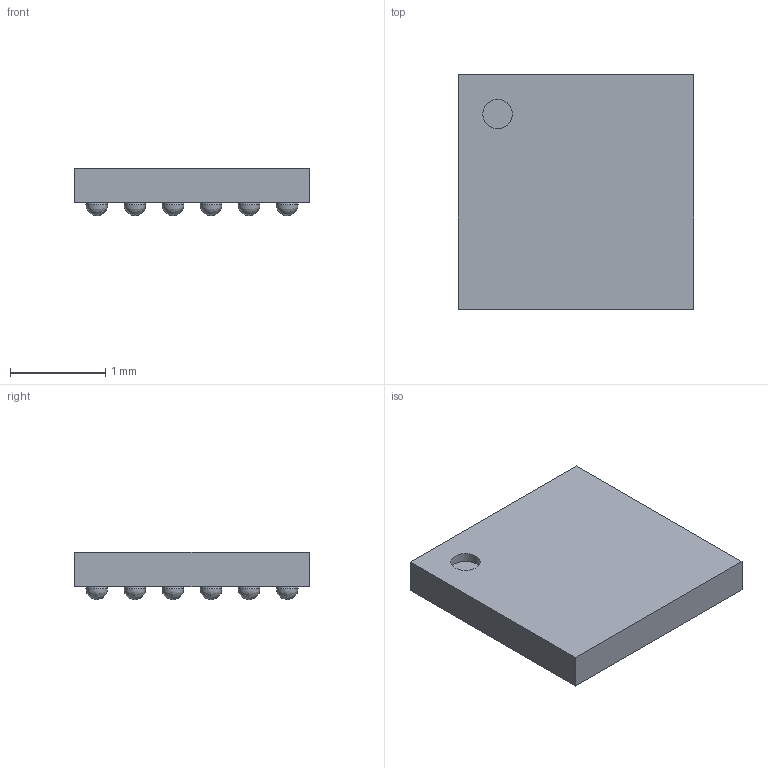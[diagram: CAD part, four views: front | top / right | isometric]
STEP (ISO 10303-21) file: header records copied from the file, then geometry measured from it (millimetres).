
FILE_DESCRIPTION (( 'STEP AP214' ), '1' );
FILE_NAME ('BGA-28_6x6_2.482x2.464mm.STEP', '2023-07-31T19:58:37', ( '' ), ( '' ), 'SwSTEP 2.0', 'SolidWorks 2023', '' );
FILE_SCHEMA (( 'AUTOMOTIVE_DESIGN' ));
Length unit declared in the file: millimetre
Products named in the file (5): Open CASCADE STEP translator 6.8 1.2.1; BGA-28_6x6_2.482x2.464mm; Open CASCADE STEP translator 6.8 1.1; Body; ball
Assembly tree (39 placements, depth 3):
  BGA-28_6x6_2.482x2.464mm
    Open CASCADE STEP translator 6.8 1.1
    Body
      Open CASCADE STEP translator 6.8 1.2.1
    ball  x36
Bounding box: 2.47 x 2.46 x 0.5 mm (x, y, z)
Volume: 2.4 mm3; surface area: 21.8 mm2
Topology: 37 solids, 38 shells, 82 faces, 236 edges, 86 vertices
Faces by surface type: bspline 72, plane 8, cylinder 2
Entity records: 892 total; most frequent: CARTESIAN_POINT 142, DIRECTION 134, AXIS2_PLACEMENT_3D 60, PRODUCT_DEFINITION_SHAPE 44, ORIENTED_EDGE 42, ITEM_DEFINED_TRANSFORMATION 39, CONTEXT_DEPENDENT_SHAPE_REPRESENTATION 39, NEXT_ASSEMBLY_USAGE_OCCURRENCE 39
